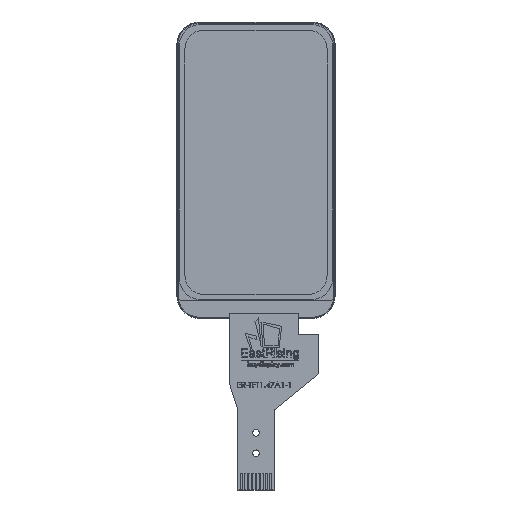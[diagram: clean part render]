
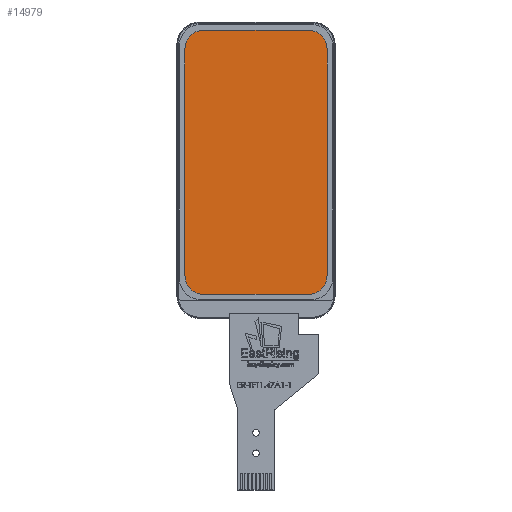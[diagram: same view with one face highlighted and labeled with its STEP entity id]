
A CAD part, top view. The second image highlights one B-rep face of the part: STEP entity #14979.
In plain terms, the highlighted planar face has unit normal (0, 0, 1).
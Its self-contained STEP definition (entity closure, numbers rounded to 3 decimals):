
#490 = LINE ( 'NONE', #29207, #545 ) ;
#545 = VECTOR ( 'NONE', #8034, 1000. ) ;
#1537 = VERTEX_POINT ( 'NONE', #28273 ) ;
#1933 = VERTEX_POINT ( 'NONE', #12817 ) ;
#2643 = DIRECTION ( 'NONE',  ( 0., 0., 1. ) ) ;
#3023 = CARTESIAN_POINT ( 'NONE',  ( 6.395, 14.84, 1.46 ) ) ;
#3324 = LINE ( 'NONE', #10604, #18323 ) ;
#4610 = DIRECTION ( 'NONE',  ( -1., 0., 0. ) ) ;
#5350 = DIRECTION ( 'NONE',  ( 0., 0., 1. ) ) ;
#5361 = ORIENTED_EDGE ( 'NONE', *, *, #9919, .T. ) ;
#6931 = CARTESIAN_POINT ( 'NONE',  ( -6.395, -12.91, 1.46 ) ) ;
#7558 = ORIENTED_EDGE ( 'NONE', *, *, #29415, .T. ) ;
#8034 = DIRECTION ( 'NONE',  ( 0., 1., 0. ) ) ;
#8815 = VERTEX_POINT ( 'NONE', #21664 ) ;
#9612 = DIRECTION ( 'NONE',  ( -1., 0., 0. ) ) ;
#9837 = DIRECTION ( 'NONE',  ( 0., 0., -1. ) ) ;
#9919 = EDGE_CURVE ( 'NONE', #1537, #8815, #22621, .T. ) ;
#9994 = CARTESIAN_POINT ( 'NONE',  ( -8.695, -12.91, 1.46 ) ) ;
#10487 = ORIENTED_EDGE ( 'NONE', *, *, #30138, .T. ) ;
#10604 = CARTESIAN_POINT ( 'NONE',  ( 6.795, -15.21, 1.46 ) ) ;
#11250 = AXIS2_PLACEMENT_3D ( 'NONE', #6931, #25771, #4610 ) ;
#11429 = CARTESIAN_POINT ( 'NONE',  ( 6.795, 17.14, 1.46 ) ) ;
#12169 = LINE ( 'NONE', #14787, #12701 ) ;
#12448 = DIRECTION ( 'NONE',  ( -1., 0., 0. ) ) ;
#12701 = VECTOR ( 'NONE', #17251, 1000. ) ;
#12817 = CARTESIAN_POINT ( 'NONE',  ( -6.395, 17.14, 1.46 ) ) ;
#12822 = ORIENTED_EDGE ( 'NONE', *, *, #16749, .T. ) ;
#13756 = LINE ( 'NONE', #11429, #21083 ) ;
#14402 = CARTESIAN_POINT ( 'NONE',  ( 6.395, 17.14, 1.46 ) ) ;
#14787 = CARTESIAN_POINT ( 'NONE',  ( -8.695, 15.24, 1.46 ) ) ;
#14979 = ADVANCED_FACE ( 'NONE', ( #28984 ), #26365, .F. ) ;
#15217 = CARTESIAN_POINT ( 'NONE',  ( -8.695, 14.84, 1.46 ) ) ;
#15252 = AXIS2_PLACEMENT_3D ( 'NONE', #28019, #2643, #9612 ) ;
#16063 = CARTESIAN_POINT ( 'NONE',  ( 8.695, 14.84, 1.46 ) ) ;
#16125 = CIRCLE ( 'NONE', #23999, 2.3 ) ;
#16318 = ORIENTED_EDGE ( 'NONE', *, *, #20526, .T. ) ;
#16749 = EDGE_CURVE ( 'NONE', #1933, #20356, #16125, .T. ) ;
#17251 = DIRECTION ( 'NONE',  ( 0., -1., 0. ) ) ;
#17624 = VERTEX_POINT ( 'NONE', #9994 ) ;
#17635 = EDGE_CURVE ( 'NONE', #24712, #26951, #27520, .T. ) ;
#18323 = VECTOR ( 'NONE', #26526, 1000. ) ;
#18463 = ORIENTED_EDGE ( 'NONE', *, *, #29326, .T. ) ;
#18930 = DIRECTION ( 'NONE',  ( 0., 0., 1. ) ) ;
#19535 = CARTESIAN_POINT ( 'NONE',  ( -6.395, -15.21, 1.46 ) ) ;
#20356 = VERTEX_POINT ( 'NONE', #15217 ) ;
#20526 = EDGE_CURVE ( 'NONE', #8815, #24712, #490, .T. ) ;
#21083 = VECTOR ( 'NONE', #27256, 1000. ) ;
#21406 = DIRECTION ( 'NONE',  ( -1., 0., 0. ) ) ;
#21438 = EDGE_CURVE ( 'NONE', #28863, #1537, #3324, .T. ) ;
#21545 = DIRECTION ( 'NONE',  ( -1., 0., 0. ) ) ;
#21664 = CARTESIAN_POINT ( 'NONE',  ( 8.695, -12.91, 1.46 ) ) ;
#21697 = CARTESIAN_POINT ( 'NONE',  ( -6.395, 14.84, 1.46 ) ) ;
#21808 = AXIS2_PLACEMENT_3D ( 'NONE', #26833, #9837, #21545 ) ;
#22056 = AXIS2_PLACEMENT_3D ( 'NONE', #3023, #5350, #12448 ) ;
#22621 = CIRCLE ( 'NONE', #15252, 2.3 ) ;
#23999 = AXIS2_PLACEMENT_3D ( 'NONE', #21697, #18930, #21406 ) ;
#24712 = VERTEX_POINT ( 'NONE', #16063 ) ;
#25771 = DIRECTION ( 'NONE',  ( 0., 0., 1. ) ) ;
#26079 = EDGE_LOOP ( 'NONE', ( #27695, #5361, #16318, #29056, #18463, #12822, #7558, #10487 ) ) ;
#26365 = PLANE ( 'NONE',  #21808 ) ;
#26526 = DIRECTION ( 'NONE',  ( 1., 0., 0. ) ) ;
#26833 = CARTESIAN_POINT ( 'NONE',  ( 6.795, 15.24, 1.46 ) ) ;
#26951 = VERTEX_POINT ( 'NONE', #14402 ) ;
#27056 = CIRCLE ( 'NONE', #11250, 2.3 ) ;
#27256 = DIRECTION ( 'NONE',  ( -1., 0., 0. ) ) ;
#27520 = CIRCLE ( 'NONE', #22056, 2.3 ) ;
#27695 = ORIENTED_EDGE ( 'NONE', *, *, #21438, .T. ) ;
#28019 = CARTESIAN_POINT ( 'NONE',  ( 6.395, -12.91, 1.46 ) ) ;
#28273 = CARTESIAN_POINT ( 'NONE',  ( 6.395, -15.21, 1.46 ) ) ;
#28863 = VERTEX_POINT ( 'NONE', #19535 ) ;
#28984 = FACE_OUTER_BOUND ( 'NONE', #26079, .T. ) ;
#29056 = ORIENTED_EDGE ( 'NONE', *, *, #17635, .T. ) ;
#29207 = CARTESIAN_POINT ( 'NONE',  ( 8.695, 15.24, 1.46 ) ) ;
#29326 = EDGE_CURVE ( 'NONE', #26951, #1933, #13756, .T. ) ;
#29415 = EDGE_CURVE ( 'NONE', #20356, #17624, #12169, .T. ) ;
#30138 = EDGE_CURVE ( 'NONE', #17624, #28863, #27056, .T. ) ;
